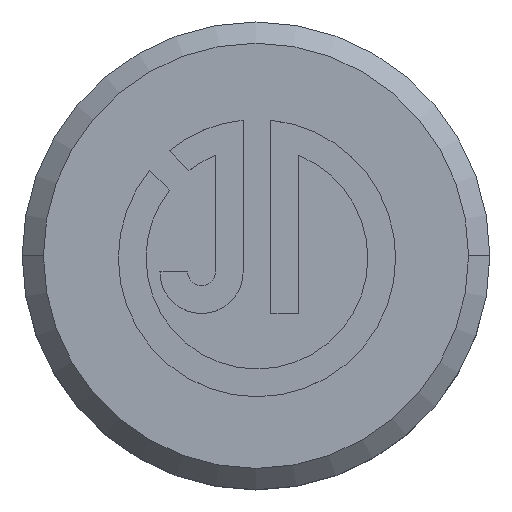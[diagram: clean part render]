
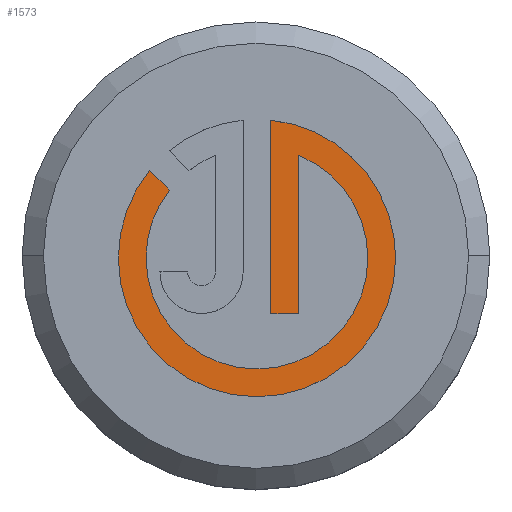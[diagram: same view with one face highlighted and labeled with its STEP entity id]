
A CAD part, top view. The second image highlights one B-rep face of the part: STEP entity #1573.
In plain terms, the highlighted planar face has unit normal (0, 0, 1).
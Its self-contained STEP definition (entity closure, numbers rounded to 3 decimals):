
#25 = EDGE_CURVE ( 'NONE', #1060, #1616, #504, .T. ) ;
#85 = VERTEX_POINT ( 'NONE', #1462 ) ;
#96 = LINE ( 'NONE', #1682, #1210 ) ;
#100 = CARTESIAN_POINT ( 'NONE',  ( 0.349, 0., 59.9 ) ) ;
#113 = CARTESIAN_POINT ( 'NONE',  ( -3.238, -0.053, 59.9 ) ) ;
#119 = DIRECTION ( 'NONE',  ( 1., 0., 0. ) ) ;
#129 = DIRECTION ( 'NONE',  ( 0., 0., -1. ) ) ;
#135 = CARTESIAN_POINT ( 'NONE',  ( -2.502, 2.01, 59.9 ) ) ;
#152 = EDGE_CURVE ( 'NONE', #1950, #185, #1601, .T. ) ;
#171 = DIRECTION ( 'NONE',  ( 0., 0., -1. ) ) ;
#177 = EDGE_CURVE ( 'NONE', #1616, #1957, #1438, .T. ) ;
#185 = VERTEX_POINT ( 'NONE', #1302 ) ;
#241 = ORIENTED_EDGE ( 'NONE', *, *, #1004, .T. ) ;
#301 = CARTESIAN_POINT ( 'NONE',  ( 0.023, -0.053, 59.9 ) ) ;
#313 = VERTEX_POINT ( 'NONE', #1225 ) ;
#323 = ORIENTED_EDGE ( 'NONE', *, *, #841, .T. ) ;
#331 = EDGE_CURVE ( 'NONE', #313, #1627, #820, .T. ) ;
#340 = ORIENTED_EDGE ( 'NONE', *, *, #1154, .T. ) ;
#366 = DIRECTION ( 'NONE',  ( -1., 0., 0. ) ) ;
#458 = DIRECTION ( 'NONE',  ( 1., 0., 0. ) ) ;
#490 = DIRECTION ( 'NONE',  ( 0., 1., 0. ) ) ;
#504 = CIRCLE ( 'NONE', #1551, 3.261 ) ;
#529 = FACE_OUTER_BOUND ( 'NONE', #1761, .T. ) ;
#533 = CARTESIAN_POINT ( 'NONE',  ( 0.023, -0.053, 59.9 ) ) ;
#545 = ORIENTED_EDGE ( 'NONE', *, *, #1793, .T. ) ;
#549 = CARTESIAN_POINT ( 'NONE',  ( 0.023, -0.053, 59.9 ) ) ;
#608 = VECTOR ( 'NONE', #490, 1000. ) ;
#641 = VERTEX_POINT ( 'NONE', #1914 ) ;
#691 = DIRECTION ( 'NONE',  ( 1., 0., 0. ) ) ;
#719 = VERTEX_POINT ( 'NONE', #113 ) ;
#742 = AXIS2_PLACEMENT_3D ( 'NONE', #533, #1572, #691 ) ;
#807 = DIRECTION ( 'NONE',  ( 1., 0., 0. ) ) ;
#820 = LINE ( 'NONE', #1277, #1594 ) ;
#841 = EDGE_CURVE ( 'NONE', #719, #1060, #1945, .T. ) ;
#850 = DIRECTION ( 'NONE',  ( -0.707, 0.707, 0. ) ) ;
#892 = CIRCLE ( 'NONE', #1127, 2.608 ) ;
#897 = CARTESIAN_POINT ( 'NONE',  ( 0., 0., 59.9 ) ) ;
#909 = CARTESIAN_POINT ( 'NONE',  ( 0.349, 3.191, 59.9 ) ) ;
#951 = CARTESIAN_POINT ( 'NONE',  ( 1.001, 0., 59.9 ) ) ;
#959 = CARTESIAN_POINT ( 'NONE',  ( 3.283, -0.053, 59.9 ) ) ;
#966 = ORIENTED_EDGE ( 'NONE', *, *, #177, .T. ) ;
#1004 = EDGE_CURVE ( 'NONE', #1957, #85, #96, .T. ) ;
#1019 = ORIENTED_EDGE ( 'NONE', *, *, #1583, .T. ) ;
#1022 = AXIS2_PLACEMENT_3D ( 'NONE', #1754, #1602, #366 ) ;
#1037 = VECTOR ( 'NONE', #1289, 1000. ) ;
#1045 = CARTESIAN_POINT ( 'NONE',  ( 0.023, -0.053, 59.9 ) ) ;
#1060 = VERTEX_POINT ( 'NONE', #959 ) ;
#1082 = ORIENTED_EDGE ( 'NONE', *, *, #1251, .T. ) ;
#1088 = CARTESIAN_POINT ( 'NONE',  ( 0.023, -0.053, 59.9 ) ) ;
#1127 = AXIS2_PLACEMENT_3D ( 'NONE', #1088, #171, #1235 ) ;
#1154 = EDGE_CURVE ( 'NONE', #1627, #719, #1368, .T. ) ;
#1161 = AXIS2_PLACEMENT_3D ( 'NONE', #897, #1633, #119 ) ;
#1192 = DIRECTION ( 'NONE',  ( -1., 0., 0. ) ) ;
#1210 = VECTOR ( 'NONE', #807, 1000. ) ;
#1225 = CARTESIAN_POINT ( 'NONE',  ( -2.038, 1.546, 59.9 ) ) ;
#1235 = DIRECTION ( 'NONE',  ( -1., 0., 0. ) ) ;
#1251 = EDGE_CURVE ( 'NONE', #185, #641, #892, .T. ) ;
#1254 = AXIS2_PLACEMENT_3D ( 'NONE', #1045, #129, #1192 ) ;
#1277 = CARTESIAN_POINT ( 'NONE',  ( -2.038, 1.546, 59.9 ) ) ;
#1289 = DIRECTION ( 'NONE',  ( 0., -1., 0. ) ) ;
#1302 = CARTESIAN_POINT ( 'NONE',  ( 2.631, -0.053, 59.9 ) ) ;
#1355 = ORIENTED_EDGE ( 'NONE', *, *, #331, .T. ) ;
#1360 = DIRECTION ( 'NONE',  ( 0., 0., 1. ) ) ;
#1368 = CIRCLE ( 'NONE', #742, 3.261 ) ;
#1402 = LINE ( 'NONE', #951, #608 ) ;
#1438 = LINE ( 'NONE', #100, #1037 ) ;
#1462 = CARTESIAN_POINT ( 'NONE',  ( 1.001, -1.357, 59.9 ) ) ;
#1469 = ORIENTED_EDGE ( 'NONE', *, *, #25, .T. ) ;
#1499 = AXIS2_PLACEMENT_3D ( 'NONE', #301, #1360, #458 ) ;
#1551 = AXIS2_PLACEMENT_3D ( 'NONE', #549, #1954, #1885 ) ;
#1572 = DIRECTION ( 'NONE',  ( 0., 0., 1. ) ) ;
#1573 = ADVANCED_FACE ( 'NONE', ( #529 ), #1780, .T. ) ;
#1583 = EDGE_CURVE ( 'NONE', #641, #313, #1675, .T. ) ;
#1594 = VECTOR ( 'NONE', #850, 1000. ) ;
#1601 = CIRCLE ( 'NONE', #1022, 2.608 ) ;
#1602 = DIRECTION ( 'NONE',  ( 0., 0., -1. ) ) ;
#1616 = VERTEX_POINT ( 'NONE', #909 ) ;
#1627 = VERTEX_POINT ( 'NONE', #135 ) ;
#1633 = DIRECTION ( 'NONE',  ( 0., 0., 1. ) ) ;
#1644 = CARTESIAN_POINT ( 'NONE',  ( 1.001, 2.365, 59.9 ) ) ;
#1675 = CIRCLE ( 'NONE', #1254, 2.608 ) ;
#1682 = CARTESIAN_POINT ( 'NONE',  ( 0., -1.357, 59.9 ) ) ;
#1754 = CARTESIAN_POINT ( 'NONE',  ( 0.023, -0.053, 59.9 ) ) ;
#1761 = EDGE_LOOP ( 'NONE', ( #1901, #1082, #1019, #1355, #340, #323, #1469, #966, #241, #545 ) ) ;
#1780 = PLANE ( 'NONE',  #1161 ) ;
#1793 = EDGE_CURVE ( 'NONE', #85, #1950, #1402, .T. ) ;
#1803 = CARTESIAN_POINT ( 'NONE',  ( 0.349, -1.357, 59.9 ) ) ;
#1885 = DIRECTION ( 'NONE',  ( 1., 0., 0. ) ) ;
#1901 = ORIENTED_EDGE ( 'NONE', *, *, #152, .T. ) ;
#1914 = CARTESIAN_POINT ( 'NONE',  ( -2.586, -0.053, 59.9 ) ) ;
#1945 = CIRCLE ( 'NONE', #1499, 3.261 ) ;
#1950 = VERTEX_POINT ( 'NONE', #1644 ) ;
#1954 = DIRECTION ( 'NONE',  ( 0., 0., 1. ) ) ;
#1957 = VERTEX_POINT ( 'NONE', #1803 ) ;
